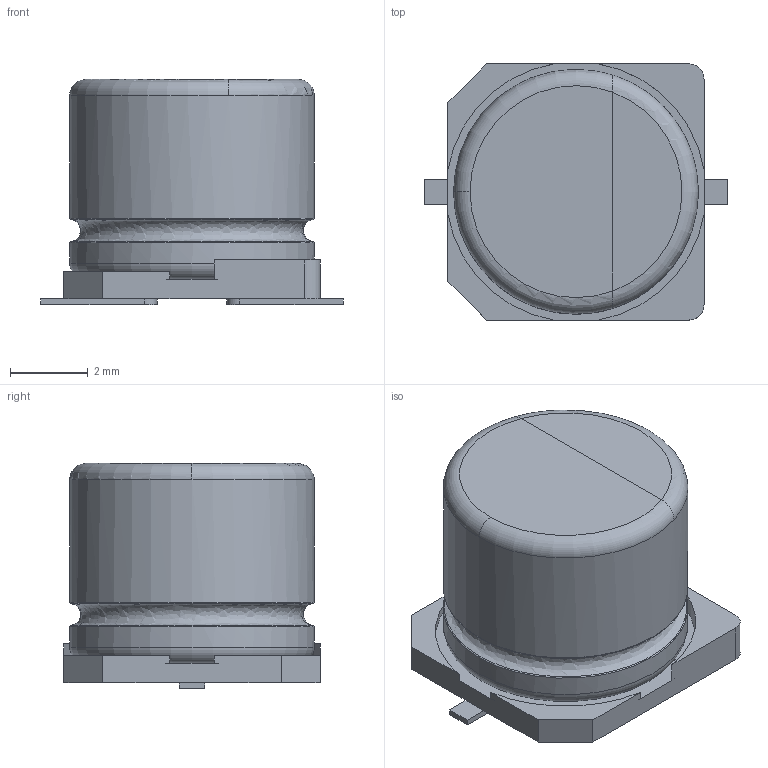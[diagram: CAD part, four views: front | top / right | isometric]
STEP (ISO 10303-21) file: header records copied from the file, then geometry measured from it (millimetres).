
FILE_DESCRIPTION(/* description */ ('model of CP_Elec_6.3x5.8'),/* implementation_level */ '2;1');
FILE_NAME(/* name */ 'CP_Elec_6.3x5.8.step',/* time_stamp */ '2018-06-25T02:15:02',/* author */ ('kicad StepUp','ksu'),/* organization */ ('FreeCAD'),/* preprocessor_version */ 'OCC',/* originating_system */ 'kicad StepUp',/* authorisation */ '');
FILE_SCHEMA(('AUTOMOTIVE_DESIGN { 1 0 10303 214 1 1 1 1 }'));
Length unit declared in the file: millimetre
Products named in the file (1): CP_Elec_63x58
Bounding box: 7.8 x 6.6 x 5.8 mm (x, y, z)
Volume: 181.1 mm3; surface area: 229.3 mm2
Topology: 1 solids, 1 shells, 41 faces, 103 edges, 65 vertices
Faces by surface type: plane 24, cylinder 10, torus 4, bspline 2, revolution 1
Full cylindrical faces by diameter (mm): 6.3 x2
Entity records: 944 total; most frequent: CARTESIAN_POINT 221, ORIENTED_EDGE 167, EDGE_CURVE 103, VERTEX_POINT 65, LINE 57, AXIS2_PLACEMENT_3D 47, FACE_BOUND 42, EDGE_LOOP 42
